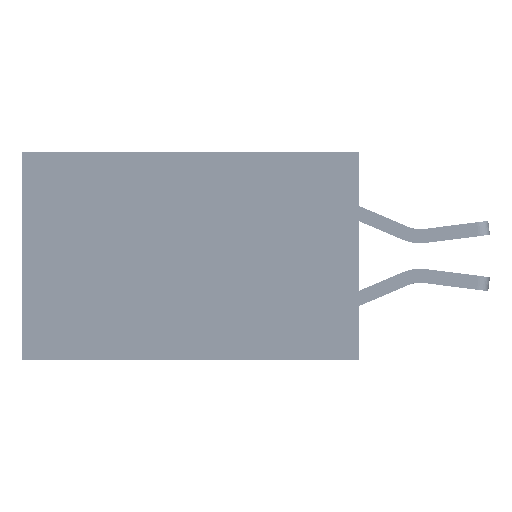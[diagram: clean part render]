
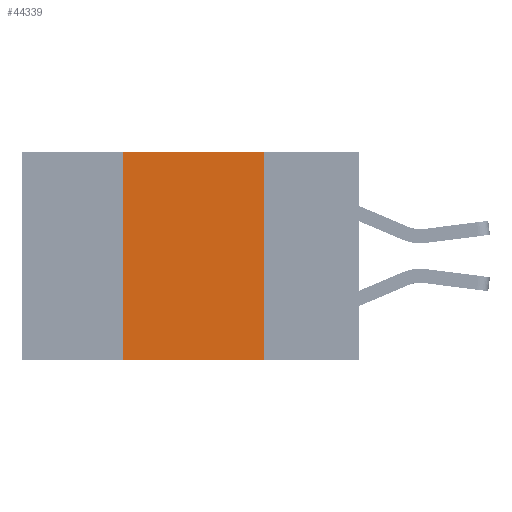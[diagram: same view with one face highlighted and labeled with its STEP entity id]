
A CAD part, left-side view. The second image highlights one B-rep face of the part: STEP entity #44339.
In plain terms, the highlighted planar face has unit normal (-1, 0, 0).
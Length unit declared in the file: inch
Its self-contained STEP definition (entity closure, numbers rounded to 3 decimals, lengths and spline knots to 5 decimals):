
#489 = EDGE_CURVE ( 'NONE', #33058, #6965, #2544, .T. ) ;
#2544 = LINE ( 'NONE', #17811, #25182 ) ;
#4955 = DIRECTION ( 'NONE',  ( 0., 0., -1. ) ) ;
#6177 = VERTEX_POINT ( 'NONE', #22928 ) ;
#6965 = VERTEX_POINT ( 'NONE', #25912 ) ;
#8771 = DIRECTION ( 'NONE',  ( 1., 0., 0. ) ) ;
#9134 = EDGE_CURVE ( 'NONE', #6965, #6177, #37865, .T. ) ;
#9342 = VERTEX_POINT ( 'NONE', #14476 ) ;
#14476 = CARTESIAN_POINT ( 'NONE',  ( 0., 0.17, -0.37 ) ) ;
#14493 = FACE_OUTER_BOUND ( 'NONE', #45560, .T. ) ;
#15564 = CARTESIAN_POINT ( 'NONE',  ( 0., 0.6, -0.37 ) ) ;
#16158 = DIRECTION ( 'NONE',  ( 0., 0., -1. ) ) ;
#17653 = DIRECTION ( 'NONE',  ( 0., 0., 1. ) ) ;
#17811 = CARTESIAN_POINT ( 'NONE',  ( 0., 0.42, 0. ) ) ;
#18313 = EDGE_CURVE ( 'NONE', #6177, #9342, #40864, .T. ) ;
#20028 = PLANE ( 'NONE',  #31712 ) ;
#22220 = CARTESIAN_POINT ( 'NONE',  ( 0., 0.42, -0.37 ) ) ;
#22817 = DIRECTION ( 'NONE',  ( 0., -1., 0. ) ) ;
#22928 = CARTESIAN_POINT ( 'NONE',  ( 0., 0.17, 0. ) ) ;
#23445 = LINE ( 'NONE', #15564, #44902 ) ;
#25182 = VECTOR ( 'NONE', #17653, 39.37008 ) ;
#25912 = CARTESIAN_POINT ( 'NONE',  ( 0., 0.42, 0. ) ) ;
#26692 = ORIENTED_EDGE ( 'NONE', *, *, #38508, .T. ) ;
#26785 = CARTESIAN_POINT ( 'NONE',  ( 0., 0.6, 0. ) ) ;
#28034 = DIRECTION ( 'NONE',  ( 0., -1., 0. ) ) ;
#28043 = ORIENTED_EDGE ( 'NONE', *, *, #9134, .F. ) ;
#28731 = ORIENTED_EDGE ( 'NONE', *, *, #18313, .F. ) ;
#31712 = AXIS2_PLACEMENT_3D ( 'NONE', #26785, #8771, #16158 ) ;
#33058 = VERTEX_POINT ( 'NONE', #22220 ) ;
#36788 = VECTOR ( 'NONE', #28034, 39.37008 ) ;
#37865 = LINE ( 'NONE', #42344, #36788 ) ;
#38508 = EDGE_CURVE ( 'NONE', #33058, #9342, #23445, .T. ) ;
#39407 = CARTESIAN_POINT ( 'NONE',  ( 0., 0.17, 0. ) ) ;
#40581 = ORIENTED_EDGE ( 'NONE', *, *, #489, .F. ) ;
#40864 = LINE ( 'NONE', #39407, #44710 ) ;
#42344 = CARTESIAN_POINT ( 'NONE',  ( 0., 0.6, 0. ) ) ;
#44339 = ADVANCED_FACE ( 'NONE', ( #14493 ), #20028, .F. ) ;
#44710 = VECTOR ( 'NONE', #4955, 39.37008 ) ;
#44902 = VECTOR ( 'NONE', #22817, 39.37008 ) ;
#45560 = EDGE_LOOP ( 'NONE', ( #28731, #28043, #40581, #26692 ) ) ;
